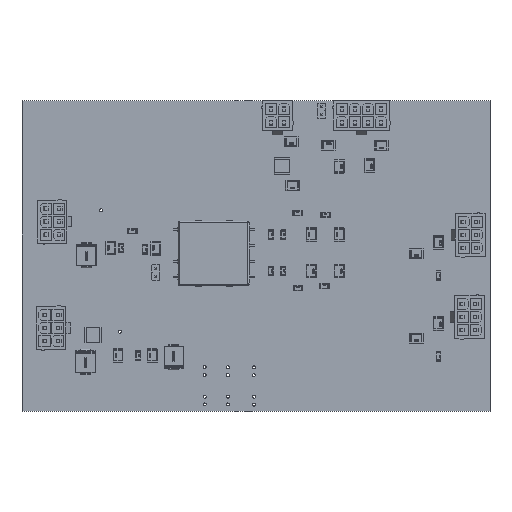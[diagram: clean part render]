
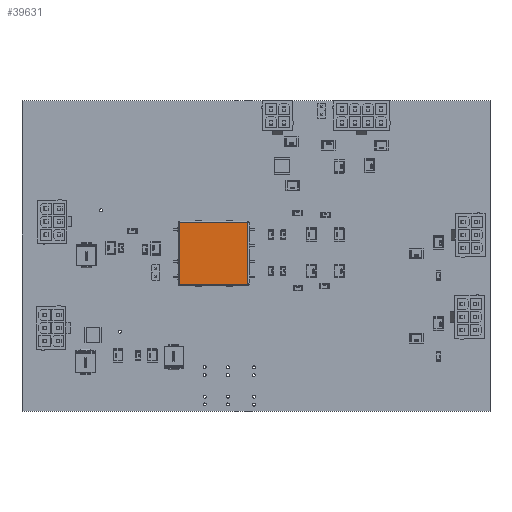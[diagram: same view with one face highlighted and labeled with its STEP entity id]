
A CAD part, top view. The second image highlights one B-rep face of the part: STEP entity #39631.
In plain terms, the highlighted face is planar.
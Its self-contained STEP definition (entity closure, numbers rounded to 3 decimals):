
#39631 = ADVANCED_FACE('',(#39632),#39698,.T.);
#39632 = FACE_BOUND('',#39633,.T.);
#39633 = EDGE_LOOP('',(#39634,#39644,#39652,#39660,#39668,#39676,#39684,
    #39692));
#39634 = ORIENTED_EDGE('',*,*,#39635,.T.);
#39635 = EDGE_CURVE('',#39636,#39638,#39640,.T.);
#39636 = VERTEX_POINT('',#39637);
#39637 = CARTESIAN_POINT('',(-11.,8.8,-9.85));
#39638 = VERTEX_POINT('',#39639);
#39639 = CARTESIAN_POINT('',(-11.,8.8,9.85));
#39640 = LINE('',#39641,#39642);
#39641 = CARTESIAN_POINT('',(-11.,8.8,-9.85));
#39642 = VECTOR('',#39643,1.);
#39643 = DIRECTION('',(-0.,-0.,1.));
#39644 = ORIENTED_EDGE('',*,*,#39645,.T.);
#39645 = EDGE_CURVE('',#39638,#39646,#39648,.T.);
#39646 = VERTEX_POINT('',#39647);
#39647 = CARTESIAN_POINT('',(-11.,8.8,9.95));
#39648 = LINE('',#39649,#39650);
#39649 = CARTESIAN_POINT('',(-11.,8.8,0.));
#39650 = VECTOR('',#39651,1.);
#39651 = DIRECTION('',(0.,-0.,1.));
#39652 = ORIENTED_EDGE('',*,*,#39653,.T.);
#39653 = EDGE_CURVE('',#39646,#39654,#39656,.T.);
#39654 = VERTEX_POINT('',#39655);
#39655 = CARTESIAN_POINT('',(11.,8.8,9.95));
#39656 = LINE('',#39657,#39658);
#39657 = CARTESIAN_POINT('',(-11.,8.8,9.95));
#39658 = VECTOR('',#39659,1.);
#39659 = DIRECTION('',(1.,0.,0.));
#39660 = ORIENTED_EDGE('',*,*,#39661,.T.);
#39661 = EDGE_CURVE('',#39654,#39662,#39664,.T.);
#39662 = VERTEX_POINT('',#39663);
#39663 = CARTESIAN_POINT('',(11.,8.8,9.85));
#39664 = LINE('',#39665,#39666);
#39665 = CARTESIAN_POINT('',(11.,8.8,0.));
#39666 = VECTOR('',#39667,1.);
#39667 = DIRECTION('',(-0.,0.,-1.));
#39668 = ORIENTED_EDGE('',*,*,#39669,.T.);
#39669 = EDGE_CURVE('',#39662,#39670,#39672,.T.);
#39670 = VERTEX_POINT('',#39671);
#39671 = CARTESIAN_POINT('',(11.,8.8,-9.85));
#39672 = LINE('',#39673,#39674);
#39673 = CARTESIAN_POINT('',(11.,8.8,9.85));
#39674 = VECTOR('',#39675,1.);
#39675 = DIRECTION('',(-0.,-0.,-1.));
#39676 = ORIENTED_EDGE('',*,*,#39677,.T.);
#39677 = EDGE_CURVE('',#39670,#39678,#39680,.T.);
#39678 = VERTEX_POINT('',#39679);
#39679 = CARTESIAN_POINT('',(11.,8.8,-9.95));
#39680 = LINE('',#39681,#39682);
#39681 = CARTESIAN_POINT('',(11.,8.8,0.));
#39682 = VECTOR('',#39683,1.);
#39683 = DIRECTION('',(-0.,0.,-1.));
#39684 = ORIENTED_EDGE('',*,*,#39685,.T.);
#39685 = EDGE_CURVE('',#39678,#39686,#39688,.T.);
#39686 = VERTEX_POINT('',#39687);
#39687 = CARTESIAN_POINT('',(-11.,8.8,-9.95));
#39688 = LINE('',#39689,#39690);
#39689 = CARTESIAN_POINT('',(11.,8.8,-9.95));
#39690 = VECTOR('',#39691,1.);
#39691 = DIRECTION('',(-1.,0.,0.));
#39692 = ORIENTED_EDGE('',*,*,#39693,.T.);
#39693 = EDGE_CURVE('',#39686,#39636,#39694,.T.);
#39694 = LINE('',#39695,#39696);
#39695 = CARTESIAN_POINT('',(-11.,8.8,0.));
#39696 = VECTOR('',#39697,1.);
#39697 = DIRECTION('',(0.,-0.,1.));
#39698 = PLANE('',#39699);
#39699 = AXIS2_PLACEMENT_3D('',#39700,#39701,#39702);
#39700 = CARTESIAN_POINT('',(0.,8.8,0.));
#39701 = DIRECTION('',(0.,1.,0.));
#39702 = DIRECTION('',(0.,-0.,1.));
